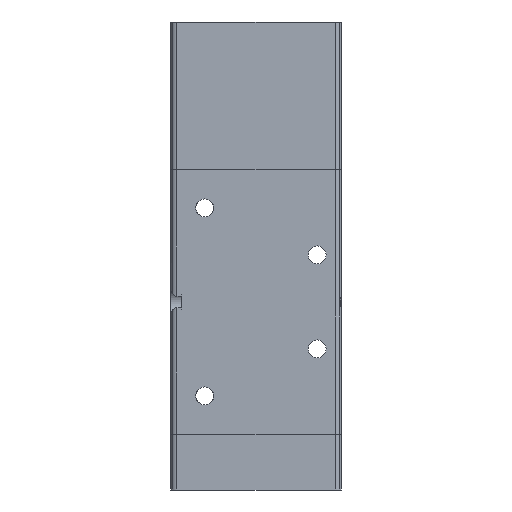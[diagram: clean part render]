
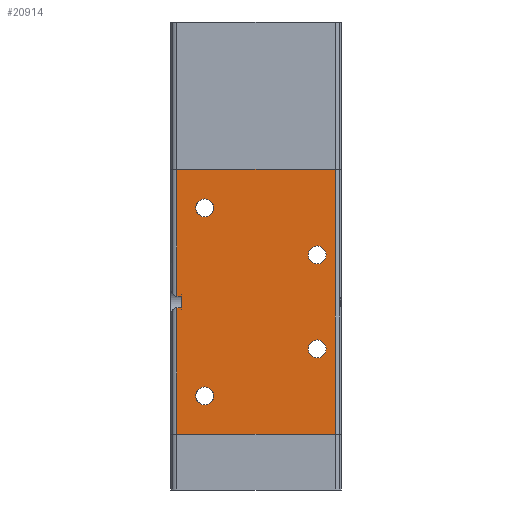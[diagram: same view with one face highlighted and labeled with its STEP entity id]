
A CAD part, left-side view. The second image highlights one B-rep face of the part: STEP entity #20914.
In plain terms, the highlighted planar face has unit normal (-1, 0, 0).
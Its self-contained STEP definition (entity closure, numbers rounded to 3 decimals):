
#162=CARTESIAN_POINT('',(-11.0,14.5,7.558));
#163=VERTEX_POINT('',#162);
#177=CARTESIAN_POINT('',(-11.0,14.5,37.25));
#178=VERTEX_POINT('',#177);
#179=CARTESIAN_POINT('',(-11.0,14.5,7.558));
#180=DIRECTION('',(0.0,0.0,1.0));
#181=VECTOR('',#180,29.692);
#182=LINE('',#179,#181);
#183=EDGE_CURVE('',#163,#178,#182,.T.);
#250=CARTESIAN_POINT('',(-11.,8.,26.15));
#251=VERTEX_POINT('',#250);
#260=CARTESIAN_POINT('',(-11.,8.,30.35));
#261=VERTEX_POINT('',#260);
#262=CARTESIAN_POINT('',(-11.,8.,28.25));
#263=DIRECTION('',(1.0,0.0,0.0));
#264=DIRECTION('',(0.0,0.0,-1.0));
#265=AXIS2_PLACEMENT_3D('',#262,#263,#264);
#266=CIRCLE('',#265,2.1);
#267=EDGE_CURVE('',#261,#251,#266,.T.);
#372=CARTESIAN_POINT('',(-11.,8.,-17.85));
#373=VERTEX_POINT('',#372);
#382=CARTESIAN_POINT('',(-11.,8.,-13.65));
#383=VERTEX_POINT('',#382);
#384=CARTESIAN_POINT('',(-11.,8.,-15.75));
#385=DIRECTION('',(1.0,0.0,0.0));
#386=DIRECTION('',(0.0,0.0,-1.0));
#387=AXIS2_PLACEMENT_3D('',#384,#385,#386);
#388=CIRCLE('',#387,2.1);
#389=EDGE_CURVE('',#383,#373,#388,.T.);
#494=CARTESIAN_POINT('',(-11.0,-18.3,15.15));
#495=VERTEX_POINT('',#494);
#504=CARTESIAN_POINT('',(-11.0,-18.3,19.35));
#505=VERTEX_POINT('',#504);
#506=CARTESIAN_POINT('',(-11.0,-18.3,17.25));
#507=DIRECTION('',(1.0,0.0,0.0));
#508=DIRECTION('',(0.0,0.0,-1.0));
#509=AXIS2_PLACEMENT_3D('',#506,#507,#508);
#510=CIRCLE('',#509,2.1);
#511=EDGE_CURVE('',#505,#495,#510,.T.);
#536=CARTESIAN_POINT('',(-11.0,-18.3,-6.85));
#537=VERTEX_POINT('',#536);
#546=CARTESIAN_POINT('',(-11.0,-18.3,-2.65));
#547=VERTEX_POINT('',#546);
#548=CARTESIAN_POINT('',(-11.0,-18.3,-4.75));
#549=DIRECTION('',(1.0,0.0,0.0));
#550=DIRECTION('',(0.0,0.0,-1.0));
#551=AXIS2_PLACEMENT_3D('',#548,#549,#550);
#552=CIRCLE('',#551,2.1);
#553=EDGE_CURVE('',#547,#537,#552,.T.);
#1185=CARTESIAN_POINT('',(-11.0,14.5,-24.75));
#1186=VERTEX_POINT('',#1185);
#1194=CARTESIAN_POINT('',(-11.0,14.5,4.942));
#1195=VERTEX_POINT('',#1194);
#1196=CARTESIAN_POINT('',(-11.0,14.5,-24.75));
#1197=DIRECTION('',(0.0,0.0,1.0));
#1198=VECTOR('',#1197,29.692);
#1199=LINE('',#1196,#1198);
#1200=EDGE_CURVE('',#1186,#1195,#1199,.T.);
#1304=CARTESIAN_POINT('',(-11.0,13.4,4.942));
#1305=VERTEX_POINT('',#1304);
#1306=CARTESIAN_POINT('',(-11.0,13.4,4.942));
#1307=DIRECTION('',(0.0,1.0,0.0));
#1308=VECTOR('',#1307,1.1);
#1309=LINE('',#1306,#1308);
#1310=EDGE_CURVE('',#1305,#1195,#1309,.T.);
#1337=CARTESIAN_POINT('',(-11.0,13.4,7.558));
#1338=VERTEX_POINT('',#1337);
#1346=CARTESIAN_POINT('',(-11.0,14.5,7.558));
#1347=DIRECTION('',(0.0,-1.0,0.0));
#1348=VECTOR('',#1347,1.1);
#1349=LINE('',#1346,#1348);
#1350=EDGE_CURVE('',#163,#1338,#1349,.T.);
#20788=CARTESIAN_POINT('',(-11.0,13.4,7.558));
#20789=DIRECTION('',(0.0,0.0,-1.0));
#20790=VECTOR('',#20789,2.615);
#20791=LINE('',#20788,#20790);
#20792=EDGE_CURVE('',#1338,#1305,#20791,.T.);
#20840=CARTESIAN_POINT('',(-11.0,-24.,-24.75));
#20841=DIRECTION('',(-1.0,0.0,0.0));
#20842=DIRECTION('',(0.0,0.0,1.0));
#20843=AXIS2_PLACEMENT_3D('',#20840,#20841,#20842);
#20844=PLANE('',#20843);
#20845=ORIENTED_EDGE('',*,*,#1350,.T.);
#20846=ORIENTED_EDGE('',*,*,#20792,.T.);
#20847=ORIENTED_EDGE('',*,*,#1310,.T.);
#20848=ORIENTED_EDGE('',*,*,#1200,.F.);
#20849=CARTESIAN_POINT('',(-11.0,-22.5,-24.75));
#20850=VERTEX_POINT('',#20849);
#20851=CARTESIAN_POINT('',(-11.0,14.5,-24.75));
#20852=DIRECTION('',(0.0,-1.0,0.0));
#20853=VECTOR('',#20852,37.0);
#20854=LINE('',#20851,#20853);
#20855=EDGE_CURVE('',#1186,#20850,#20854,.T.);
#20856=ORIENTED_EDGE('',*,*,#20855,.T.);
#20857=CARTESIAN_POINT('',(-11.0,-22.5,37.25));
#20858=VERTEX_POINT('',#20857);
#20859=CARTESIAN_POINT('',(-11.0,-22.5,37.25));
#20860=DIRECTION('',(0.0,0.0,-1.0));
#20861=VECTOR('',#20860,62.0);
#20862=LINE('',#20859,#20861);
#20863=EDGE_CURVE('',#20858,#20850,#20862,.T.);
#20864=ORIENTED_EDGE('',*,*,#20863,.F.);
#20865=CARTESIAN_POINT('',(-11.0,-22.5,37.25));
#20866=DIRECTION('',(0.0,1.0,0.0));
#20867=VECTOR('',#20866,37.0);
#20868=LINE('',#20865,#20867);
#20869=EDGE_CURVE('',#20858,#178,#20868,.T.);
#20870=ORIENTED_EDGE('',*,*,#20869,.T.);
#20871=ORIENTED_EDGE('',*,*,#183,.F.);
#20872=EDGE_LOOP('',(#20845,#20846,#20847,#20848,#20856,#20864,#20870,#20871));
#20873=FACE_OUTER_BOUND('',#20872,.T.);
#20874=ORIENTED_EDGE('',*,*,#267,.T.);
#20875=CARTESIAN_POINT('',(-11.,8.,28.25));
#20876=DIRECTION('',(1.0,0.0,0.0));
#20877=DIRECTION('',(0.0,0.0,-1.0));
#20878=AXIS2_PLACEMENT_3D('',#20875,#20876,#20877);
#20879=CIRCLE('',#20878,2.1);
#20880=EDGE_CURVE('',#251,#261,#20879,.T.);
#20881=ORIENTED_EDGE('',*,*,#20880,.T.);
#20882=EDGE_LOOP('',(#20874,#20881));
#20883=FACE_BOUND('',#20882,.T.);
#20884=ORIENTED_EDGE('',*,*,#389,.T.);
#20885=CARTESIAN_POINT('',(-11.,8.,-15.75));
#20886=DIRECTION('',(1.0,0.0,0.0));
#20887=DIRECTION('',(0.0,0.0,-1.0));
#20888=AXIS2_PLACEMENT_3D('',#20885,#20886,#20887);
#20889=CIRCLE('',#20888,2.1);
#20890=EDGE_CURVE('',#373,#383,#20889,.T.);
#20891=ORIENTED_EDGE('',*,*,#20890,.T.);
#20892=EDGE_LOOP('',(#20884,#20891));
#20893=FACE_BOUND('',#20892,.T.);
#20894=ORIENTED_EDGE('',*,*,#511,.T.);
#20895=CARTESIAN_POINT('',(-11.0,-18.3,17.25));
#20896=DIRECTION('',(1.0,0.0,0.0));
#20897=DIRECTION('',(0.0,0.0,-1.0));
#20898=AXIS2_PLACEMENT_3D('',#20895,#20896,#20897);
#20899=CIRCLE('',#20898,2.1);
#20900=EDGE_CURVE('',#495,#505,#20899,.T.);
#20901=ORIENTED_EDGE('',*,*,#20900,.T.);
#20902=EDGE_LOOP('',(#20894,#20901));
#20903=FACE_BOUND('',#20902,.T.);
#20904=ORIENTED_EDGE('',*,*,#553,.T.);
#20905=CARTESIAN_POINT('',(-11.0,-18.3,-4.75));
#20906=DIRECTION('',(1.0,0.0,0.0));
#20907=DIRECTION('',(0.0,0.0,-1.0));
#20908=AXIS2_PLACEMENT_3D('',#20905,#20906,#20907);
#20909=CIRCLE('',#20908,2.1);
#20910=EDGE_CURVE('',#537,#547,#20909,.T.);
#20911=ORIENTED_EDGE('',*,*,#20910,.T.);
#20912=EDGE_LOOP('',(#20904,#20911));
#20913=FACE_BOUND('',#20912,.T.);
#20914=ADVANCED_FACE('',(#20873,#20883,#20893,#20903,#20913),#20844,.T.);
